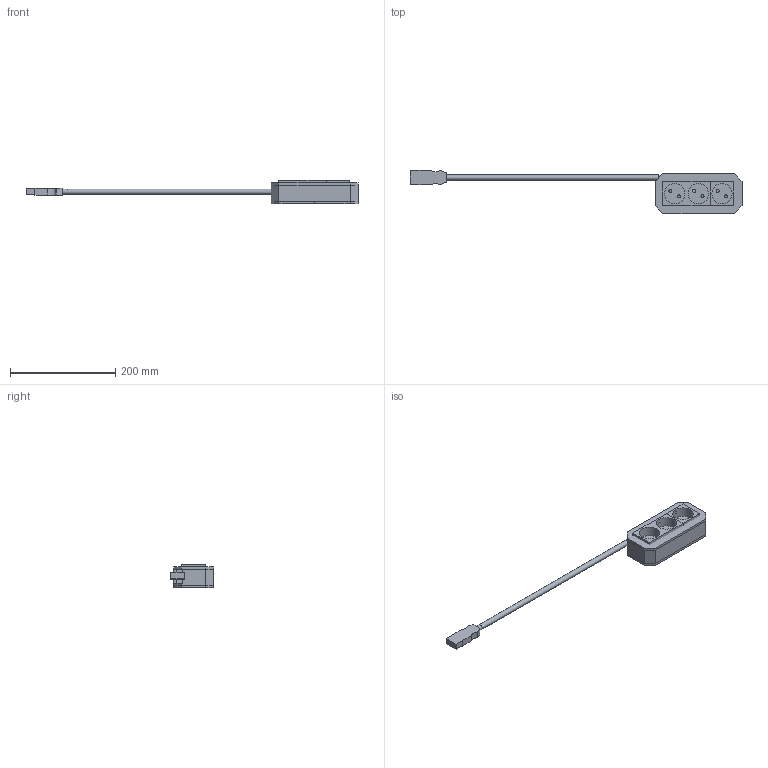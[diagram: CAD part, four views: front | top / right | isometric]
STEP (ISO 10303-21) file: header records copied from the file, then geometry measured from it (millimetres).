
FILE_DESCRIPTION (( 'STEP AP214' ), '1' );
FILE_NAME ('7404611.stp', '2020-09-04T12:01:02', ( '' ), ( '' ), 'SwSTEP 2.0', 'SolidWorks 2020', '' );
FILE_SCHEMA (( 'AUTOMOTIVE_DESIGN' ));
Length unit declared in the file: millimetre
Products named in the file (13): 109367T1_f〉 konfektionierten UT; 044407_Standard; 071649_Standard; 044048_Standard; P_0000011081_1_Stecker; 044039_Standard; 7404611; 077657_Standard; 071653_Standard; 044040_Standard; 072940_Standard; 077656_Standard; 109367_f〉 konfektionierten UT
Assembly tree (13 placements, depth 4):
  7404611
    072940_Standard
    071653_Standard
    044407_Standard
      044048_Standard
      077656_Standard
        044039_Standard
      077657_Standard
        044040_Standard
    109367_f〉 konfektionierten UT
      P_0000011081_1_Stecker
      109367T1_f〉 konfektionierten UT
    071649_Standard  x2
Bounding box: 630.11 x 82.05 x 45.25 mm (x, y, z)
Volume: 331507 mm3; surface area: 143232.9 mm2
Topology: 9 solids, 9 shells, 133 faces, 325 edges, 216 vertices
Faces by surface type: plane 116, cylinder 16, torus 1
Full cylindrical faces by diameter (mm): 5.75 x6, 8.6 x1, 10 x2, 38.4 x3
Entity records: 4090 total; most frequent: CARTESIAN_POINT 643, DIRECTION 616, ORIENTED_EDGE 588, EDGE_CURVE 294, VECTOR 262, LINE 262, VERTEX_POINT 204, AXIS2_PLACEMENT_3D 177
